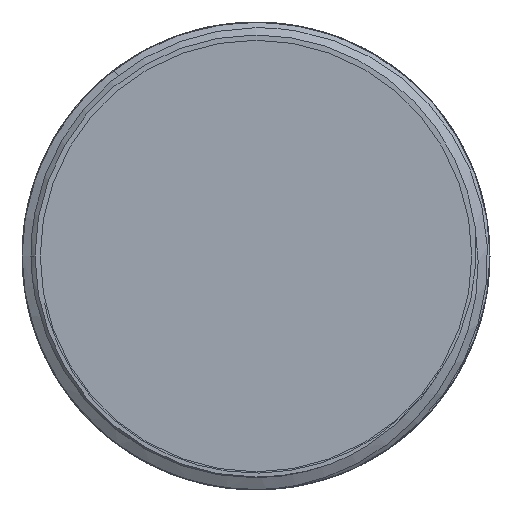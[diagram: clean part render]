
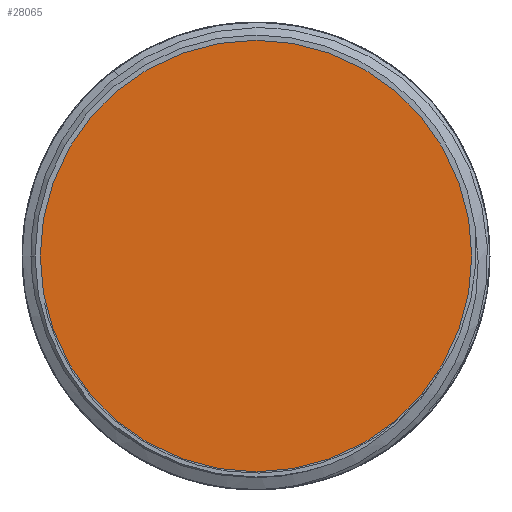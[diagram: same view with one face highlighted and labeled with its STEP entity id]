
A CAD part, front view. The second image highlights one B-rep face of the part: STEP entity #28065.
In plain terms, the highlighted planar face has unit normal (0, -1, 0).
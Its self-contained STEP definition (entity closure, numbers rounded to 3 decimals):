
#11782=CARTESIAN_POINT('',(0.,-0.4,0.));
#11783=DIRECTION('',(0.,1.,0.));
#11784=DIRECTION('',(1.,0.,0.));
#11785=AXIS2_PLACEMENT_3D('',#11782,#11783,#11784);
#11787=CARTESIAN_POINT('',(0.,-0.4,0.));
#11788=DIRECTION('',(0.,1.,0.));
#11789=DIRECTION('',(-1.,0.,0.));
#11790=AXIS2_PLACEMENT_3D('',#11787,#11788,#11789);
#12727=CARTESIAN_POINT('',(-8.3,-0.4,0.));
#12728=VERTEX_POINT('',#12727);
#12729=CARTESIAN_POINT('',(8.3,-0.4,0.));
#12730=VERTEX_POINT('',#12729);
#28056=CARTESIAN_POINT('',(0.,-0.4,0.));
#28057=DIRECTION('',(0.,-1.,0.));
#28058=DIRECTION('',(-1.,0.,0.));
#28059=AXIS2_PLACEMENT_3D('',#28056,#28057,#28058);
#28060=PLANE('',#28059);
#28061=ORIENTED_EDGE('',*,*,#28036,.T.);
#28062=ORIENTED_EDGE('',*,*,#28050,.T.);
#28063=EDGE_LOOP('',(#28061,#28062));
#28064=FACE_OUTER_BOUND('',#28063,.F.);
#28065=ADVANCED_FACE('',(#28064),#28060,.T.);
#11786=CIRCLE('',#11785,8.3);
#11791=CIRCLE('',#11790,8.3);
#28036=EDGE_CURVE('',#12730,#12728,#11786,.T.);
#28050=EDGE_CURVE('',#12728,#12730,#11791,.T.);
